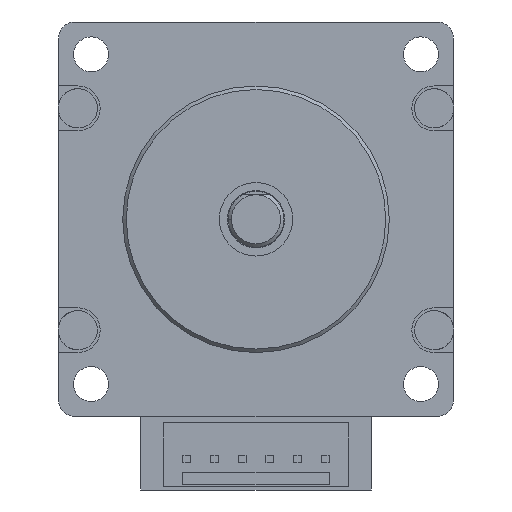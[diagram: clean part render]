
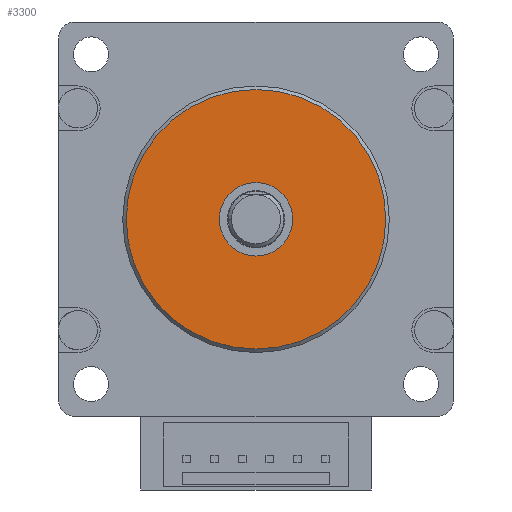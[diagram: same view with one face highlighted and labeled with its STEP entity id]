
A CAD part, left-side view. The second image highlights one B-rep face of the part: STEP entity #3300.
In plain terms, the highlighted planar face has unit normal (-1, 0, 0).
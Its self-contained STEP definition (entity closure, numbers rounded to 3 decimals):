
#44=FACE_BOUND('',#491,.T.);
#147=PLANE('',#3597);
#300=FACE_OUTER_BOUND('',#490,.T.);
#490=EDGE_LOOP('',(#2691));
#491=EDGE_LOOP('',(#2692,#2693));
#1250=CIRCLE('',#3584,5.25);
#1251=CIRCLE('',#3585,5.25);
#1256=CIRCLE('',#3593,18.55);
#1518=VERTEX_POINT('',#5277);
#1519=VERTEX_POINT('',#5278);
#1524=VERTEX_POINT('',#5294);
#1920=EDGE_CURVE('',#1518,#1519,#1250,.T.);
#1921=EDGE_CURVE('',#1519,#1518,#1251,.T.);
#1928=EDGE_CURVE('',#1524,#1524,#1256,.T.);
#2691=ORIENTED_EDGE('',*,*,#1928,.F.);
#2692=ORIENTED_EDGE('',*,*,#1920,.T.);
#2693=ORIENTED_EDGE('',*,*,#1921,.T.);
#3300=ADVANCED_FACE('',(#300,#44),#147,.T.);
#3584=AXIS2_PLACEMENT_3D('',#5279,#4345,#4346);
#3585=AXIS2_PLACEMENT_3D('',#5280,#4347,#4348);
#3593=AXIS2_PLACEMENT_3D('',#5295,#4365,#4366);
#3597=AXIS2_PLACEMENT_3D('',#5303,#4375,#4376);
#4345=DIRECTION('center_axis',(1.,0.,0.));
#4346=DIRECTION('ref_axis',(0.,-1.,0.));
#4347=DIRECTION('center_axis',(1.,0.,0.));
#4348=DIRECTION('ref_axis',(0.,-1.,0.));
#4365=DIRECTION('center_axis',(1.,0.,0.));
#4366=DIRECTION('ref_axis',(0.,1.,0.));
#4375=DIRECTION('center_axis',(-1.,0.,0.));
#4376=DIRECTION('ref_axis',(0.,-1.,0.));
#5277=CARTESIAN_POINT('',(-6.6,-5.25,0.));
#5278=CARTESIAN_POINT('',(-6.6,5.25,0.));
#5279=CARTESIAN_POINT('Origin',(-6.6,0.,0.));
#5280=CARTESIAN_POINT('Origin',(-6.6,0.,0.));
#5294=CARTESIAN_POINT('',(-6.6,-18.55,0.));
#5295=CARTESIAN_POINT('Origin',(-6.6,0.,0.));
#5303=CARTESIAN_POINT('Origin',(-6.6,0.,0.));
